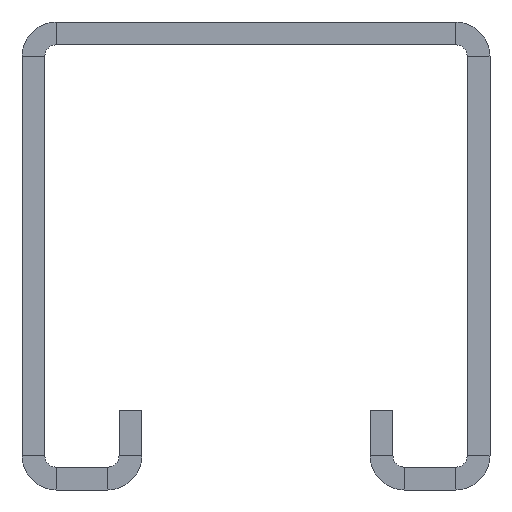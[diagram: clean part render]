
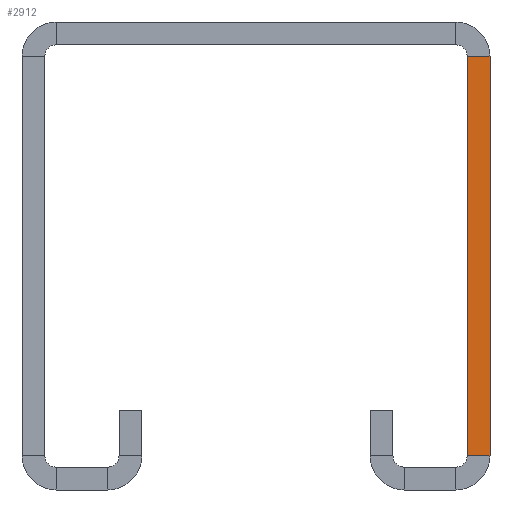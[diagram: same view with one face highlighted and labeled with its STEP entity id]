
A CAD part, front view. The second image highlights one B-rep face of the part: STEP entity #2912.
In plain terms, the highlighted planar face has unit normal (0, -1, 0).
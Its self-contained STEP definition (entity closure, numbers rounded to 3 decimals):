
#293=DIRECTION('',(-1.,0.,0.));
#294=VECTOR('',#293,2.);
#295=CARTESIAN_POINT('',(20.5,-250.,-17.5));
#296=LINE('',#295,#294);
#297=DIRECTION('',(0.,0.,-1.));
#298=VECTOR('',#297,35.);
#299=CARTESIAN_POINT('',(18.5,-250.,17.5));
#300=LINE('',#299,#298);
#301=DIRECTION('',(0.,0.,-1.));
#302=VECTOR('',#301,35.);
#303=CARTESIAN_POINT('',(20.5,-250.,17.5));
#304=LINE('',#303,#302);
#733=DIRECTION('',(-1.,0.,0.));
#734=VECTOR('',#733,2.);
#735=CARTESIAN_POINT('',(20.5,-250.,17.5));
#736=LINE('',#735,#734);
#2042=CARTESIAN_POINT('',(20.5,-250.,-17.5));
#2044=VERTEX_POINT('',#2042);
#2054=CARTESIAN_POINT('',(20.5,-250.,17.5));
#2056=VERTEX_POINT('',#2054);
#2090=CARTESIAN_POINT('',(18.5,-250.,-17.5));
#2092=VERTEX_POINT('',#2090);
#2102=CARTESIAN_POINT('',(18.5,-250.,17.5));
#2104=VERTEX_POINT('',#2102);
#2898=CARTESIAN_POINT('',(19.5,-250.,0.));
#2899=DIRECTION('',(0.,-1.,0.));
#2900=DIRECTION('',(0.,0.,-1.));
#2901=AXIS2_PLACEMENT_3D('',#2898,#2899,#2900);
#2902=PLANE('',#2901);
#2904=ORIENTED_EDGE('',*,*,#2903,.T.);
#2906=ORIENTED_EDGE('',*,*,#2905,.F.);
#2908=ORIENTED_EDGE('',*,*,#2907,.F.);
#2909=ORIENTED_EDGE('',*,*,#2789,.T.);
#2910=EDGE_LOOP('',(#2904,#2906,#2908,#2909));
#2911=FACE_OUTER_BOUND('',#2910,.F.);
#2912=ADVANCED_FACE('',(#2911),#2902,.T.);
#2789=EDGE_CURVE('',#2056,#2044,#304,.T.);
#2903=EDGE_CURVE('',#2044,#2092,#296,.T.);
#2905=EDGE_CURVE('',#2104,#2092,#300,.T.);
#2907=EDGE_CURVE('',#2056,#2104,#736,.T.);
